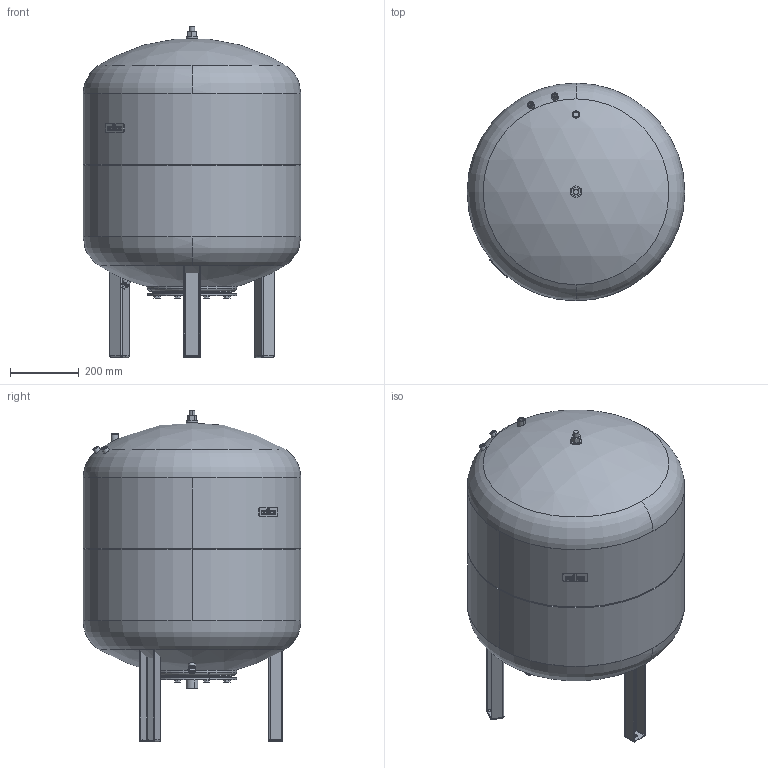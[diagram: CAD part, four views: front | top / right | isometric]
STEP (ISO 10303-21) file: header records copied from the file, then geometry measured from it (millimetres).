
FILE_DESCRIPTION((''),'2;1');
FILE_NAME('3d_RF200_6bar-7789100.stp','2009-12-30T07:28:04',(''),(''),'Mechanical Desktop 2008','Mechanical Desktop 2008',', , ');
FILE_SCHEMA(('CONFIG_CONTROL_DESIGN'));
Length unit declared in the file: millimetre
Products named in the file (1): Product
Bounding box: 634 x 634 x 965 mm (x, y, z)
Volume: 199344635 mm3; surface area: 3409984.7 mm2
Topology: 15 solids, 15 shells, 463 faces, 1086 edges, 664 vertices
Faces by surface type: plane 223, cylinder 160, cone 34, torus 26, sphere 12, bspline 8
Entity records: 13881 total; most frequent: CARTESIAN_POINT 2983, DIRECTION 2373, ORIENTED_EDGE 2142, EDGE_CURVE 1071, AXIS2_PLACEMENT_3D 871, VERTEX_POINT 664, VECTOR 631, LINE 631
